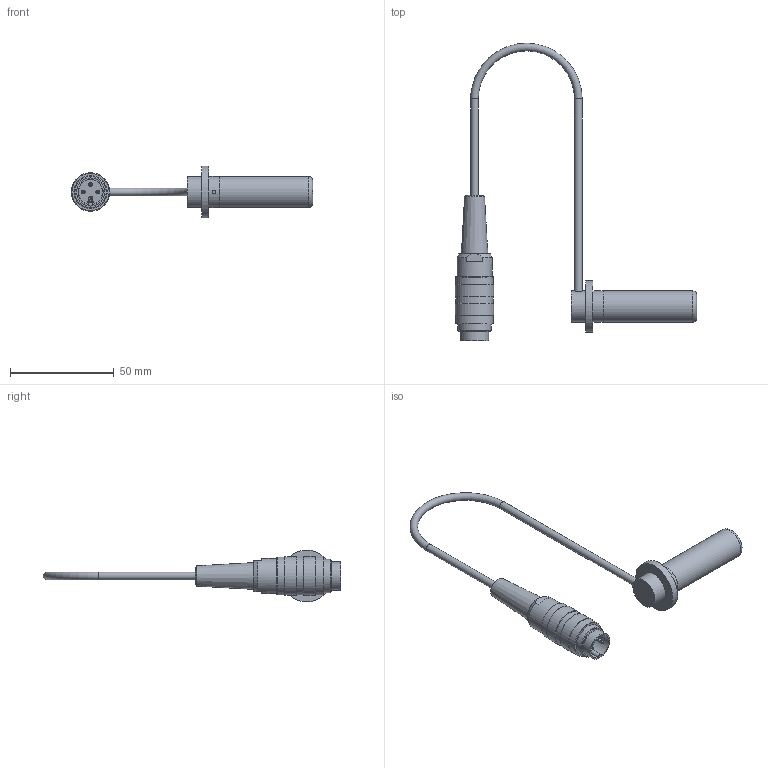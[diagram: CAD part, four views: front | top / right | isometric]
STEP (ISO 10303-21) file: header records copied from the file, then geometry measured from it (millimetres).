
FILE_DESCRIPTION(/* description */ (''),/* implementation_level */ '2;1');
FILE_NAME(/* name */ '130 134_R2T-4-6L15_Shrinkwrap_1.stp',/* time_stamp */ '2019-12-16T20:57:54+01:00',/* author */ ('kuttig'),/* organization */ (''),/* preprocessor_version */ 'ST-DEVELOPER v16.13',/* originating_system */ 'Autodesk Inventor 2018',/* authorisation */ '');
FILE_SCHEMA (('AUTOMOTIVE_DESIGN { 1 0 10303 214 3 1 1 }'));
Length unit declared in the file: millimetre
Products named in the file (1): 130 134_R2T-4-6L15_Shrinkwrap_1
Bounding box: 116.26 x 143.35 x 25 mm (x, y, z)
Volume: 21028.6 mm3; surface area: 12846.9 mm2
Topology: 2 solids, 2 shells, 125 faces, 274 edges, 174 vertices
Faces by surface type: plane 59, cylinder 38, cone 18, bspline 6, torus 4
Full cylindrical faces by diameter (mm): 1.49 x3, 1.5 x2, 2.25 x1, 3.7 x2, 4.7 x1, 10.2 x1, 11.5 x1, 13 x2, 13.5 x1, 15 x3, 15.08 x1, 16 x1, 16.9 x1, 18.15 x3, 18.5 x2, 25 x1
Entity records: 3694 total; most frequent: CARTESIAN_POINT 950, DIRECTION 552, ORIENTED_EDGE 440, AXIS2_PLACEMENT_3D 230, EDGE_CURVE 220, EDGE_LOOP 191, VERTEX_POINT 165, STYLED_ITEM 127
